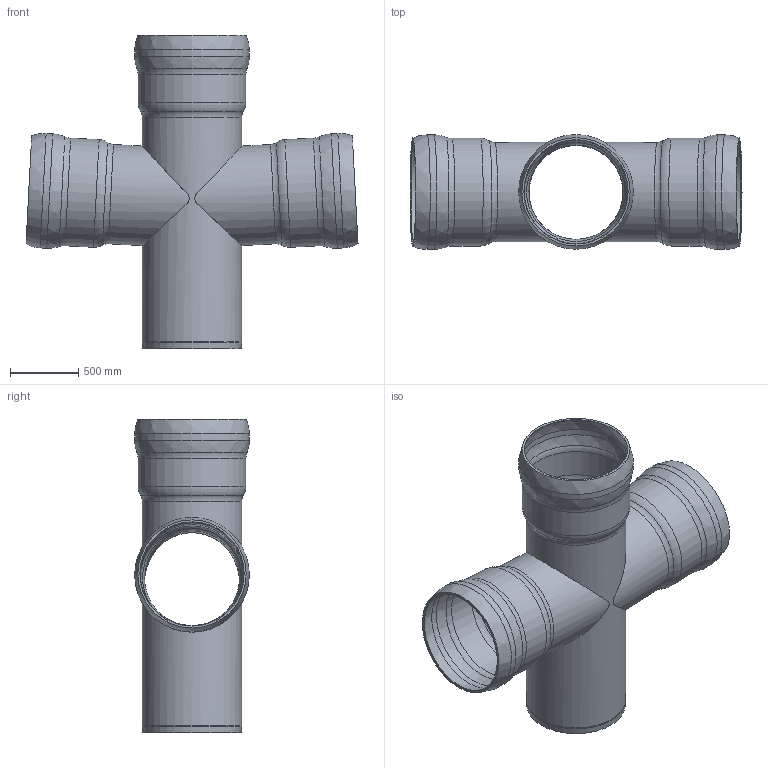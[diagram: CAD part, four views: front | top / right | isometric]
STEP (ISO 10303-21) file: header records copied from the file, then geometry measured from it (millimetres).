
FILE_DESCRIPTION(/* description */ (''),/* implementation_level */ '2;1');
FILE_NAME(/* name */ '00260.CCCX_3D.stp',/* time_stamp */ '2024-12-11T12:41:07+01:00',/* author */ ('CAD'),/* organization */ (''),/* preprocessor_version */ 'ST-DEVELOPER v20',/* originating_system */ 'AutoCAD Mechanical',/* authorisation */ '');
FILE_SCHEMA (('AUTOMOTIVE_DESIGN { 1 0 10303 214 3 1 1 }'));
Length unit declared in the file: centimetre
Products named in the file (2): Product; *S0
Assembly tree (1 placements, depth 2):
  Product
    *S0
Bounding box: 2438.2 x 842 x 2300 mm (x, y, z)
Volume: 144084958.9 mm3; surface area: 18374802.2 mm2
Topology: 3 solids, 3 shells, 77 faces, 213 edges, 138 vertices
Faces by surface type: cylinder 26, torus 20, plane 14, bspline 12, cone 5
Full cylindrical faces by diameter (mm): 698 x3, 730 x3, 760 x3, 792 x3, 810 x3, 842 x3
Entity records: 3150 total; most frequent: CARTESIAN_POINT 1055, DIRECTION 487, ORIENTED_EDGE 426, AXIS2_PLACEMENT_3D 222, EDGE_CURVE 213, VERTEX_POINT 138, CIRCLE 126, EDGE_LOOP 83
